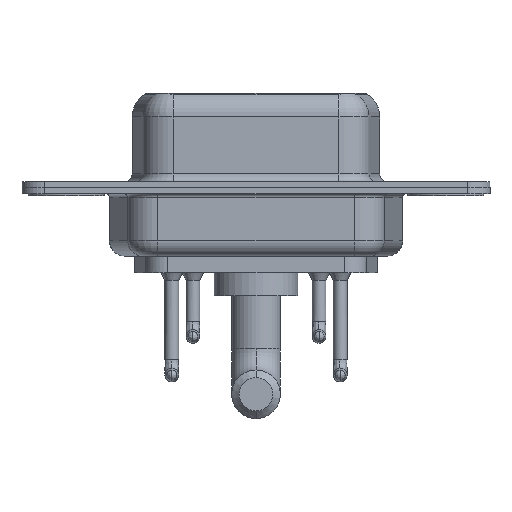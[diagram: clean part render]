
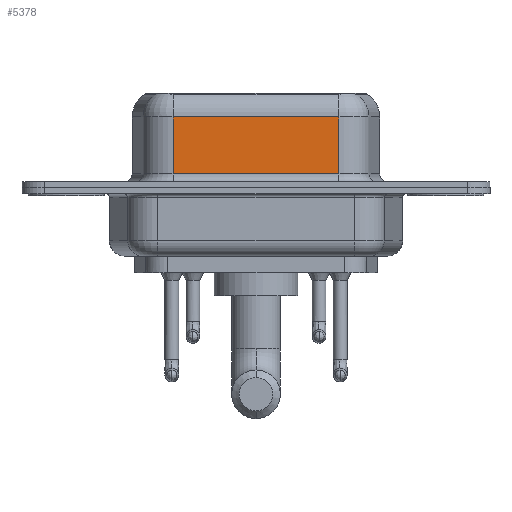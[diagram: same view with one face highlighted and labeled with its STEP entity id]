
A CAD part, front view. The second image highlights one B-rep face of the part: STEP entity #5378.
In plain terms, the highlighted planar face has unit normal (0, -1, 0).
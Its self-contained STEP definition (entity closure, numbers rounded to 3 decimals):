
#919 = EDGE_CURVE ( 'NONE', #3893, #10519, #8871, .T. ) ;
#1090 = VECTOR ( 'NONE', #1445, 1000. ) ;
#1182 = CARTESIAN_POINT ( 'NONE',  ( 7.038, -3.95, 4.65 ) ) ;
#1445 = DIRECTION ( 'NONE',  ( 0., 0., -1. ) ) ;
#1576 = EDGE_CURVE ( 'NONE', #3458, #14166, #13852, .T. ) ;
#2133 = CARTESIAN_POINT ( 'NONE',  ( 17.962, -3.95, 0.9 ) ) ;
#2374 = EDGE_CURVE ( 'NONE', #10519, #14166, #9479, .T. ) ;
#3458 = VERTEX_POINT ( 'NONE', #6554 ) ;
#3545 = EDGE_LOOP ( 'NONE', ( #10987, #9732, #5460, #5062 ) ) ;
#3893 = VERTEX_POINT ( 'NONE', #1182 ) ;
#4849 = VECTOR ( 'NONE', #13510, 1000. ) ;
#5062 = ORIENTED_EDGE ( 'NONE', *, *, #2374, .T. ) ;
#5378 = ADVANCED_FACE ( 'NONE', ( #7177 ), #8282, .F. ) ;
#5460 = ORIENTED_EDGE ( 'NONE', *, *, #919, .T. ) ;
#6554 = CARTESIAN_POINT ( 'NONE',  ( 17.962, -3.95, 4.65 ) ) ;
#7018 = CARTESIAN_POINT ( 'NONE',  ( 17.962, -3.95, 6.4 ) ) ;
#7177 = FACE_OUTER_BOUND ( 'NONE', #3545, .T. ) ;
#7274 = CARTESIAN_POINT ( 'NONE',  ( 17.962, -3.95, 0.9 ) ) ;
#7472 = AXIS2_PLACEMENT_3D ( 'NONE', #10631, #11588, #12764 ) ;
#7763 = VECTOR ( 'NONE', #10410, 1000. ) ;
#8059 = CARTESIAN_POINT ( 'NONE',  ( 7.038, -3.95, 6.4 ) ) ;
#8282 = PLANE ( 'NONE',  #7472 ) ;
#8548 = EDGE_CURVE ( 'NONE', #3458, #3893, #12770, .T. ) ;
#8871 = LINE ( 'NONE', #8059, #4849 ) ;
#9479 = LINE ( 'NONE', #7274, #13960 ) ;
#9732 = ORIENTED_EDGE ( 'NONE', *, *, #8548, .T. ) ;
#10410 = DIRECTION ( 'NONE',  ( -1., 0., 0. ) ) ;
#10519 = VERTEX_POINT ( 'NONE', #13751 ) ;
#10631 = CARTESIAN_POINT ( 'NONE',  ( 17.962, -3.95, 6.4 ) ) ;
#10987 = ORIENTED_EDGE ( 'NONE', *, *, #1576, .F. ) ;
#11588 = DIRECTION ( 'NONE',  ( 0., 1., 0. ) ) ;
#12481 = CARTESIAN_POINT ( 'NONE',  ( 17.962, -3.95, 4.65 ) ) ;
#12764 = DIRECTION ( 'NONE',  ( -1., 0., 0. ) ) ;
#12770 = LINE ( 'NONE', #12481, #7763 ) ;
#13510 = DIRECTION ( 'NONE',  ( 0., 0., -1. ) ) ;
#13751 = CARTESIAN_POINT ( 'NONE',  ( 7.038, -3.95, 0.9 ) ) ;
#13852 = LINE ( 'NONE', #7018, #1090 ) ;
#13960 = VECTOR ( 'NONE', #14037, 1000. ) ;
#14037 = DIRECTION ( 'NONE',  ( 1., 0., 0. ) ) ;
#14166 = VERTEX_POINT ( 'NONE', #2133 ) ;
